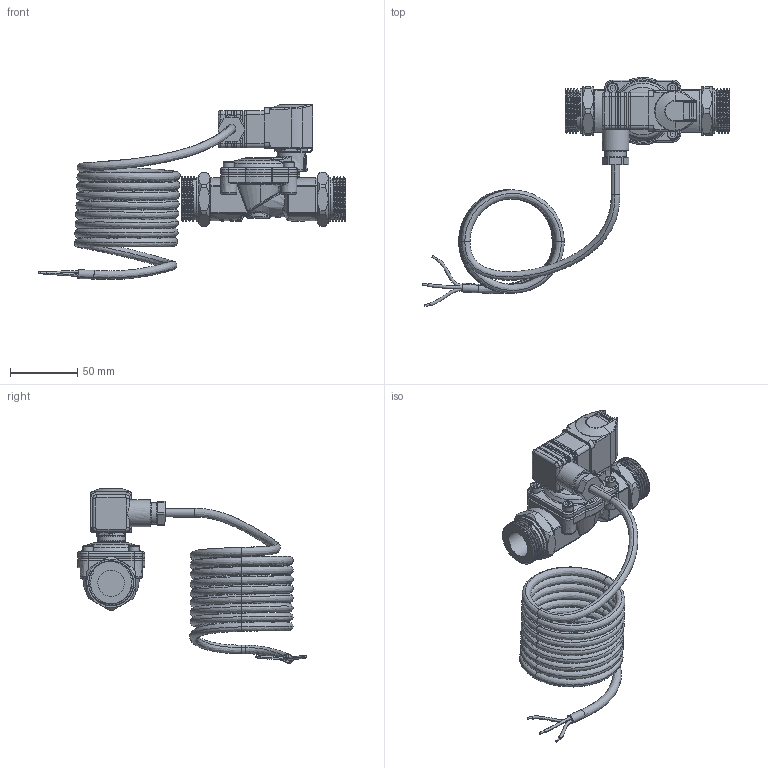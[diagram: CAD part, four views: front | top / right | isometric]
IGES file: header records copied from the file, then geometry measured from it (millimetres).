
Global section: file name: 577565000; native system: Autodesk Inventor 2018; preprocessor: unknown; author: JANAN; date: 20200324.101820; units: millimetre
Bounding box: 228 x 169.96 x 129.82 mm (x, y, z)
Volume: 256749.3 mm3; surface area: 98744.6 mm2
Topology: 14 solids, 14 shells, 1150 faces, 2894 edges, 1794 vertices
Faces by surface type: bspline 1150
